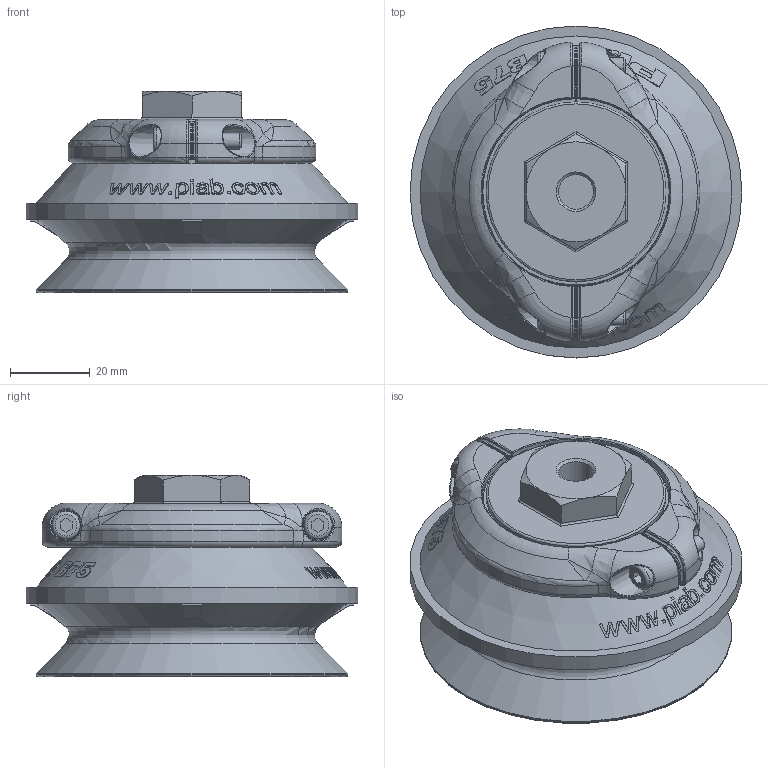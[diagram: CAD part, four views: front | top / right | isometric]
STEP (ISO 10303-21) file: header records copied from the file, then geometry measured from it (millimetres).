
FILE_DESCRIPTION( ( 'Unknown' ), '1' );
FILE_NAME( 'SE-0415785.stp', 'Unknown', ( 'Unknown' ), ( 'Unknown' ), 'PSStep 17.0.49', 'Unknown', ' ' );
FILE_SCHEMA( ( 'AUTOMOTIVE_DESIGN { 1 0 10303 214 1 1 1 1 }' ) );
Length unit declared in the file: millimetre
Products named in the file (8): 0100548; 0103009; 0102943; 0102943-oa0; 0102995; 3150215; Assem1; SE-0415781
Assembly tree (8 placements, depth 3):
  Assem1
    SE-0415781
    0100548
      0103009
      0102943
      0102943-oa0
      0102995  x2
      3150215
Bounding box: 83 x 83 x 50.3 mm (x, y, z)
Volume: 159354.6 mm3; surface area: 40702.1 mm2
Topology: 7 solids, 8 shells, 780 faces, 1893 edges, 1154 vertices
Faces by surface type: bspline 358, cylinder 143, plane 113, torus 88, cone 62, sphere 16
Full cylindrical faces by diameter (mm): 2.7 x2, 3.1 x2, 3.242 x4, 4 x2, 7 x2, 8.7 x1, 15 x1, 20 x1, 22 x1, 24.8 x1, 25 x1, 34.8 x1, 45 x2, 50 x2, 55 x1, 73.733 x1, 78 x1, 83 x1
Entity records: 43367 total; most frequent: CARTESIAN_POINT 25436, ORIENTED_EDGE 3478, DIRECTION 2066, EDGE_CURVE 1739, VERTEX_POINT 1110, B_SPLINE_CURVE_WITH_KNOTS 988, AXIS2_PLACEMENT_3D 899, EDGE_LOOP 896
